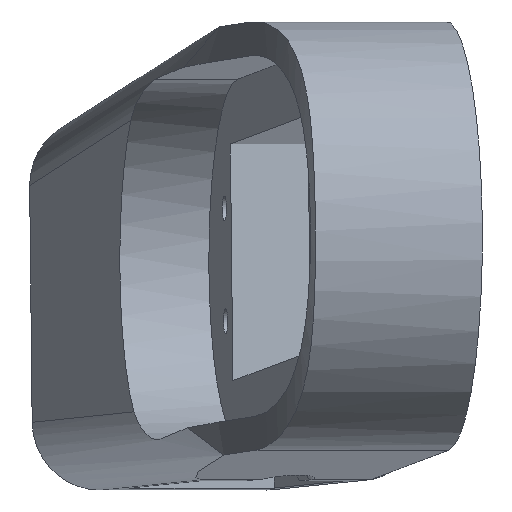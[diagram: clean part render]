
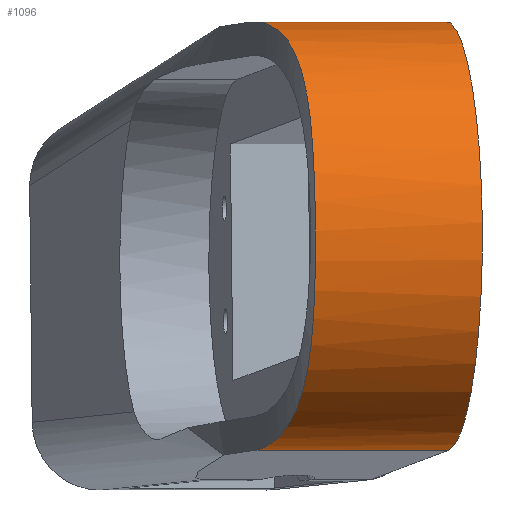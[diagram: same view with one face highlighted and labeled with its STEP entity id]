
A CAD part, left-side view. The second image highlights one B-rep face of the part: STEP entity #1096.
In plain terms, the highlighted cylindrical face has radius 19 mm (diameter 38 mm), a partial arc.
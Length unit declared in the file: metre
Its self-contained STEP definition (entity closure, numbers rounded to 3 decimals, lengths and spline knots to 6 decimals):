
#51=CIRCLE('',#1213,0.019);
#111=B_SPLINE_CURVE_WITH_KNOTS('',3,(#1895,#1896,#1897,#1898,#1899,#1900,
#1901,#1902,#1903,#1904,#1905,#1906,#1907,#1908,#1909,#1910,#1911,#1912),
 .UNSPECIFIED.,.F.,.F.,(4,1,1,1,1,1,1,1,1,1,1,1,1,1,1,4),(0.,0.003738,
0.007476,0.011215,0.014953,0.018691,
0.022429,0.026168,0.029906,0.033644,
0.037382,0.041121,0.044859,0.048597,
0.052335,0.059812),.UNSPECIFIED.);
#193=LINE('',#1962,#275);
#194=LINE('',#1963,#276);
#275=VECTOR('',#1508,1.);
#276=VECTOR('',#1509,1.);
#490=ORIENTED_EDGE('',*,*,#715,.F.);
#491=ORIENTED_EDGE('',*,*,#696,.F.);
#492=ORIENTED_EDGE('',*,*,#716,.F.);
#493=ORIENTED_EDGE('',*,*,#700,.T.);
#696=EDGE_CURVE('',#814,#815,#51,.T.);
#700=EDGE_CURVE('',#818,#817,#111,.T.);
#715=EDGE_CURVE('',#815,#817,#193,.T.);
#716=EDGE_CURVE('',#818,#814,#194,.T.);
#814=VERTEX_POINT('',#1867);
#815=VERTEX_POINT('',#1869);
#817=VERTEX_POINT('',#1894);
#818=VERTEX_POINT('',#1913);
#896=EDGE_LOOP('',(#490,#491,#492,#493));
#988=FACE_BOUND('',#896,.T.);
#1040=CYLINDRICAL_SURFACE('',#1220,0.019);
#1096=ADVANCED_FACE('',(#988),#1040,.T.);
#1213=AXIS2_PLACEMENT_3D('',#1868,#1481,#1482);
#1220=AXIS2_PLACEMENT_3D('',#1961,#1506,#1507);
#1481=DIRECTION('',(0.168,-0.986,0.));
#1482=DIRECTION('',(-0.062,-0.011,-0.998));
#1506=DIRECTION('',(0.168,-0.986,0.));
#1507=DIRECTION('',(-0.062,-0.011,-0.998));
#1508=DIRECTION('',(-0.168,0.986,0.));
#1509=DIRECTION('',(0.168,-0.986,0.));
#1867=CARTESIAN_POINT('',(0.025217,-0.090459,0.270812));
#1868=CARTESIAN_POINT('',(0.024043,-0.090659,0.251849));
#1869=CARTESIAN_POINT('',(0.02287,-0.090858,0.232887));
#1894=CARTESIAN_POINT('',(0.019949,-0.07371,0.232887));
#1895=CARTESIAN_POINT('',(0.022296,-0.073311,0.270812));
#1896=CARTESIAN_POINT('',(0.021136,-0.073806,0.270889));
#1897=CARTESIAN_POINT('',(0.01884,-0.074766,0.270809));
#1898=CARTESIAN_POINT('',(0.015373,-0.076087,0.269971));
#1899=CARTESIAN_POINT('',(0.012126,-0.077155,0.268456));
#1900=CARTESIAN_POINT('',(0.009127,-0.077963,0.26626));
#1901=CARTESIAN_POINT('',(0.006609,-0.078494,0.263527));
#1902=CARTESIAN_POINT('',(0.004631,-0.078817,0.260319));
#1903=CARTESIAN_POINT('',(0.003311,-0.078991,0.256773));
#1904=CARTESIAN_POINT('',(0.002709,-0.079069,0.253073));
#1905=CARTESIAN_POINT('',(0.002846,-0.07907,0.249274));
#1906=CARTESIAN_POINT('',(0.003709,-0.078973,0.245628));
#1907=CARTESIAN_POINT('',(0.005269,-0.078723,0.242184));
#1908=CARTESIAN_POINT('',(0.007442,-0.07825,0.239132));
#1909=CARTESIAN_POINT('',(0.01011,-0.077505,0.23659));
#1910=CARTESIAN_POINT('',(0.014214,-0.076112,0.233979));
#1911=CARTESIAN_POINT('',(0.017629,-0.074701,0.233041));
#1912=CARTESIAN_POINT('',(0.019949,-0.07371,0.232887));
#1913=CARTESIAN_POINT('',(0.022296,-0.073311,0.270812));
#1961=CARTESIAN_POINT('',(0.02186,-0.077843,0.251849));
#1962=CARTESIAN_POINT('',(0.020687,-0.078043,0.232887));
#1963=CARTESIAN_POINT('',(0.023034,-0.077643,0.270812));
